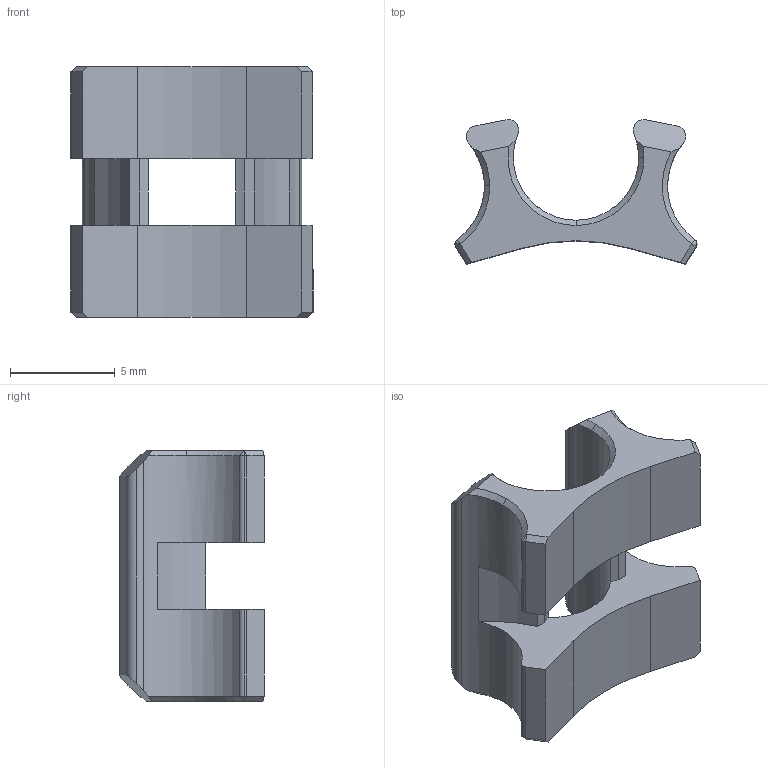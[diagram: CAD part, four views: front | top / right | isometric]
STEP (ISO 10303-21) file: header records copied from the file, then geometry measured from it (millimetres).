
FILE_DESCRIPTION (( 'STEP AP214' ), '1' );
FILE_NAME ('Triple Zip Guide.STEP', '2025-04-09T14:44:31', ( '' ), ( '' ), 'SwSTEP 2.0', 'SolidWorks 2023', '' );
FILE_SCHEMA (( 'AUTOMOTIVE_DESIGN' ));
Length unit declared in the file: millimetre
Products named in the file (1): Triple Zip Guide
Bounding box: 11.57 x 6.91 x 12 mm (x, y, z)
Volume: 342.2 mm3; surface area: 552.4 mm2
Topology: 1 solids, 1 shells, 67 faces, 189 edges, 121 vertices
Faces by surface type: cylinder 25, plane 24, cone 18
Entity records: 2200 total; most frequent: CARTESIAN_POINT 461, ORIENTED_EDGE 376, DIRECTION 363, EDGE_CURVE 188, AXIS2_PLACEMENT_3D 135, VERTEX_POINT 121, LINE 93, VECTOR 93
